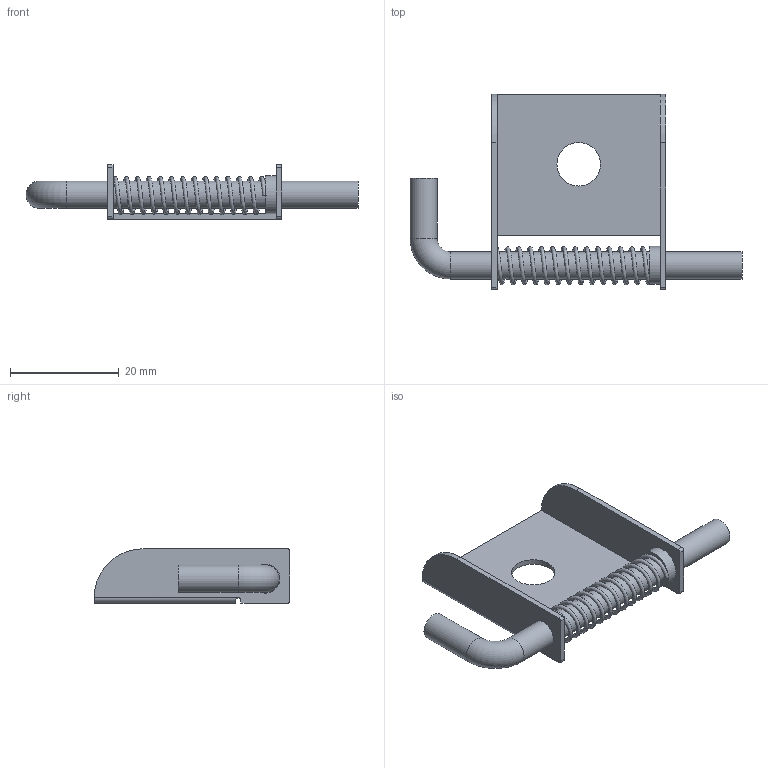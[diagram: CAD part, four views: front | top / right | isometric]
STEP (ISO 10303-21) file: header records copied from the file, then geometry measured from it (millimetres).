
FILE_DESCRIPTION(/* description */ (''),/* implementation_level */ '2;1');
FILE_NAME(/* name */ 'HSN14.stp',/* time_stamp */ '2023-06-28T08:24:23+09:00',/* author */ ('user'),/* organization */ (''),/* preprocessor_version */ 'ST-DEVELOPER v15.6',/* originating_system */ 'Autodesk Inventor 2015',/* authorisation */ '');
FILE_SCHEMA (('AUTOMOTIVE_DESIGN { 1 0 10303 214 3 1 1 }'));
Length unit declared in the file: millimetre
Products named in the file (4): 구성요소1; 구성요소2; 구성요소3; HSN14
Bounding box: 61 x 36 x 10 mm (x, y, z)
Volume: 2918.8 mm3; surface area: 4775.5 mm2
Topology: 3 solids, 3 shells, 41 faces, 97 edges, 64 vertices
Faces by surface type: plane 22, cylinder 17, torus 1, bspline 1
Full cylindrical faces by diameter (mm): 5 x3, 5.3 x2, 7 x1, 8 x1
Entity records: 3380 total; most frequent: CARTESIAN_POINT 2347, DIRECTION 208, ORIENTED_EDGE 170, EDGE_CURVE 85, AXIS2_PLACEMENT_3D 81, VERTEX_POINT 60, EDGE_LOOP 57, LINE 46
